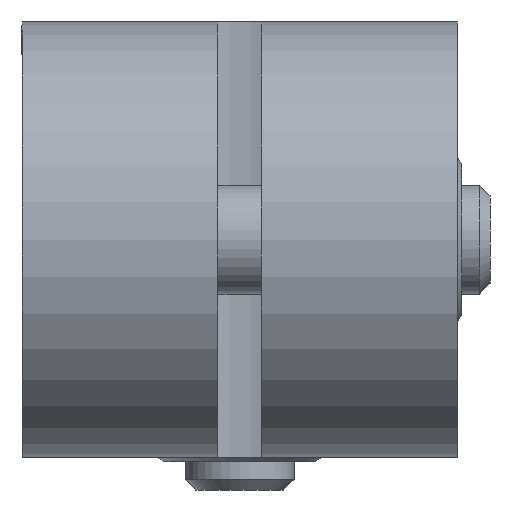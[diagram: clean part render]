
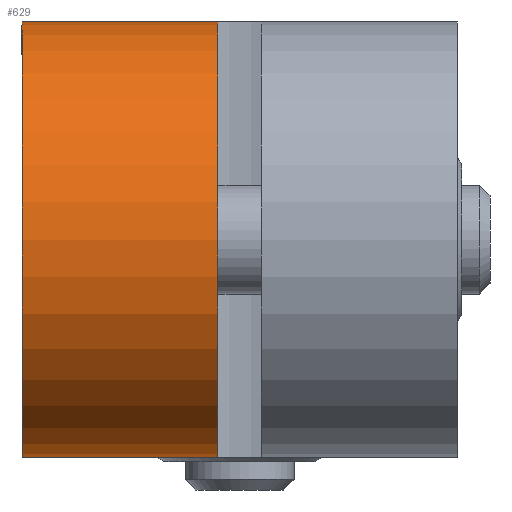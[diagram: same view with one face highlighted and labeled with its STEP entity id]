
A CAD part, left-side view. The second image highlights one B-rep face of the part: STEP entity #629.
In plain terms, the highlighted cylindrical face has radius 10 mm (diameter 20 mm), a partial arc.
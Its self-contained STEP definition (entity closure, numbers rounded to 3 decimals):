
#551=CARTESIAN_POINT('',(-8.5,1.,0.0));
#552=VERTEX_POINT('',#551);
#553=CARTESIAN_POINT('',(-8.5,1.,20.0));
#554=VERTEX_POINT('',#553);
#555=CARTESIAN_POINT('',(-8.5,1.,10.0));
#556=DIRECTION('',(0.,1.0,0.));
#557=DIRECTION('',(-0.707,0.,0.707));
#558=AXIS2_PLACEMENT_3D('',#555,#556,#557);
#559=CIRCLE('',#558,10.0);
#560=EDGE_CURVE('',#552,#554,#559,.T.);
#598=CARTESIAN_POINT('',(-8.5,-5.0,10.0));
#599=DIRECTION('',(0.,1.0,0.0));
#600=DIRECTION('',(-0.707,0.,0.707));
#601=AXIS2_PLACEMENT_3D('',#598,#599,#600);
#602=CYLINDRICAL_SURFACE('',#601,10.0);
#603=ORIENTED_EDGE('',*,*,#560,.T.);
#604=CARTESIAN_POINT('',(-8.5,10.0,20.0));
#605=VERTEX_POINT('',#604);
#606=CARTESIAN_POINT('',(-8.5,1.,20.0));
#607=DIRECTION('',(0.0,1.0,0.0));
#608=VECTOR('',#607,9.);
#609=LINE('',#606,#608);
#610=EDGE_CURVE('',#554,#605,#609,.T.);
#611=ORIENTED_EDGE('',*,*,#610,.T.);
#612=CARTESIAN_POINT('',(-8.5,10.0,0.0));
#613=VERTEX_POINT('',#612);
#614=CARTESIAN_POINT('',(-8.5,10.,10.0));
#615=DIRECTION('',(0.,-1.0,0.));
#616=DIRECTION('',(-0.707,0.,-0.707));
#617=AXIS2_PLACEMENT_3D('',#614,#615,#616);
#618=CIRCLE('',#617,10.0);
#619=EDGE_CURVE('',#605,#613,#618,.T.);
#620=ORIENTED_EDGE('',*,*,#619,.T.);
#621=CARTESIAN_POINT('',(-8.5,10.0,0.0));
#622=DIRECTION('',(0.0,-1.0,0.0));
#623=VECTOR('',#622,9.);
#624=LINE('',#621,#623);
#625=EDGE_CURVE('',#613,#552,#624,.T.);
#626=ORIENTED_EDGE('',*,*,#625,.T.);
#627=EDGE_LOOP('',(#603,#611,#620,#626));
#628=FACE_OUTER_BOUND('',#627,.T.);
#629=ADVANCED_FACE('',(#628),#602,.T.);
